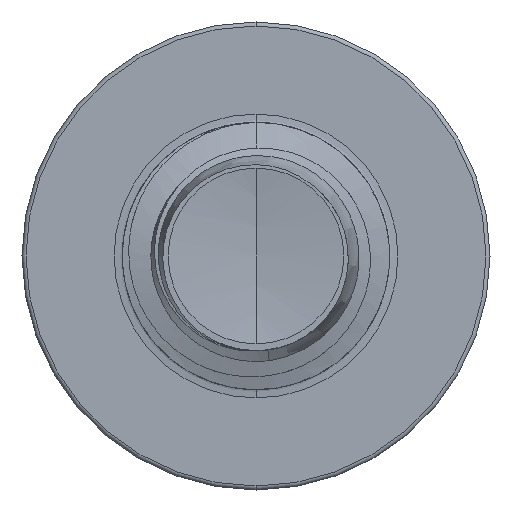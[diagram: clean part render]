
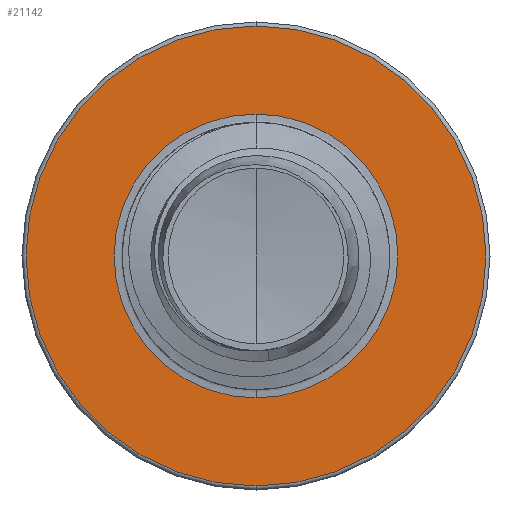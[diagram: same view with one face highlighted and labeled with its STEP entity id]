
A CAD part, front view. The second image highlights one B-rep face of the part: STEP entity #21142.
In plain terms, the highlighted planar face has unit normal (0, -1, 0).
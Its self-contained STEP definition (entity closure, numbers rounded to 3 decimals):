
#477 = FACE_OUTER_BOUND ( 'NONE', #6468, .T. ) ;
#833 = CARTESIAN_POINT ( 'NONE',  ( 0., 11., 0. ) ) ;
#1170 = ORIENTED_EDGE ( 'NONE', *, *, #14826, .F. ) ;
#2624 = DIRECTION ( 'NONE',  ( 0., 0., 1. ) ) ;
#3263 = AXIS2_PLACEMENT_3D ( 'NONE', #7472, #19245, #9263 ) ;
#4141 = CIRCLE ( 'NONE', #12518, 5.16 ) ;
#4522 = CARTESIAN_POINT ( 'NONE',  ( 0., 11., -5.16 ) ) ;
#4547 = VERTEX_POINT ( 'NONE', #10187 ) ;
#5203 = FACE_BOUND ( 'NONE', #13775, .T. ) ;
#5367 = CARTESIAN_POINT ( 'NONE',  ( 0., 11., 0. ) ) ;
#5375 = AXIS2_PLACEMENT_3D ( 'NONE', #5367, #17360, #7201 ) ;
#6468 = EDGE_LOOP ( 'NONE', ( #8308, #1170 ) ) ;
#7154 = VERTEX_POINT ( 'NONE', #17624 ) ;
#7201 = DIRECTION ( 'NONE',  ( 0., 0., 1. ) ) ;
#7453 = ORIENTED_EDGE ( 'NONE', *, *, #14797, .T. ) ;
#7472 = CARTESIAN_POINT ( 'NONE',  ( 0., 11., 0. ) ) ;
#7851 = CIRCLE ( 'NONE', #3263, 5.16 ) ;
#7954 = CARTESIAN_POINT ( 'NONE',  ( 0., 11., 0. ) ) ;
#8230 = PLANE ( 'NONE',  #19046 ) ;
#8308 = ORIENTED_EDGE ( 'NONE', *, *, #12242, .F. ) ;
#8554 = CARTESIAN_POINT ( 'NONE',  ( 0., 11., -3.186 ) ) ;
#9263 = DIRECTION ( 'NONE',  ( 0., 0., 1. ) ) ;
#9475 = CIRCLE ( 'NONE', #13655, 3.186 ) ;
#9719 = DIRECTION ( 'NONE',  ( 0., 0., 1. ) ) ;
#10187 = CARTESIAN_POINT ( 'NONE',  ( 0., 11., 5.16 ) ) ;
#12242 = EDGE_CURVE ( 'NONE', #4547, #20519, #7851, .T. ) ;
#12518 = AXIS2_PLACEMENT_3D ( 'NONE', #833, #13117, #2624 ) ;
#12829 = EDGE_CURVE ( 'NONE', #17397, #7154, #21506, .T. ) ;
#13117 = DIRECTION ( 'NONE',  ( 0., 1., 0. ) ) ;
#13292 = DIRECTION ( 'NONE',  ( 0., 1., 0. ) ) ;
#13655 = AXIS2_PLACEMENT_3D ( 'NONE', #7954, #19688, #9719 ) ;
#13775 = EDGE_LOOP ( 'NONE', ( #7453, #17182 ) ) ;
#14797 = EDGE_CURVE ( 'NONE', #7154, #17397, #9475, .T. ) ;
#14826 = EDGE_CURVE ( 'NONE', #20519, #4547, #4141, .T. ) ;
#16652 = CARTESIAN_POINT ( 'NONE',  ( 0., 11., -3.186 ) ) ;
#17182 = ORIENTED_EDGE ( 'NONE', *, *, #12829, .T. ) ;
#17360 = DIRECTION ( 'NONE',  ( 0., 1., 0. ) ) ;
#17397 = VERTEX_POINT ( 'NONE', #8554 ) ;
#17624 = CARTESIAN_POINT ( 'NONE',  ( 0., 11., 3.186 ) ) ;
#19046 = AXIS2_PLACEMENT_3D ( 'NONE', #16652, #13292, #19943 ) ;
#19245 = DIRECTION ( 'NONE',  ( 0., 1., 0. ) ) ;
#19688 = DIRECTION ( 'NONE',  ( 0., 1., 0. ) ) ;
#19943 = DIRECTION ( 'NONE',  ( 0., 0., 1. ) ) ;
#20519 = VERTEX_POINT ( 'NONE', #4522 ) ;
#21142 = ADVANCED_FACE ( 'NONE', ( #477, #5203 ), #8230, .F. ) ;
#21506 = CIRCLE ( 'NONE', #5375, 3.186 ) ;
